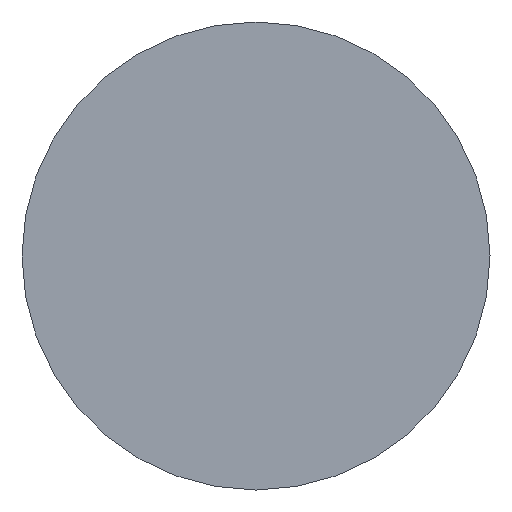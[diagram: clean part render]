
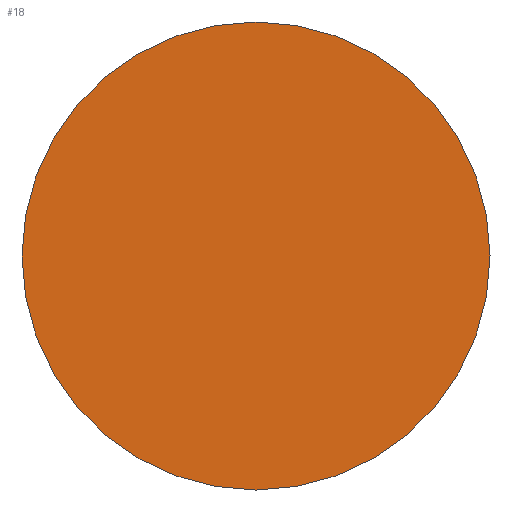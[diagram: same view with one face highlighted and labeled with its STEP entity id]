
A CAD part, front view. The second image highlights one B-rep face of the part: STEP entity #18.
In plain terms, the highlighted planar face has unit normal (0, -1, 0).
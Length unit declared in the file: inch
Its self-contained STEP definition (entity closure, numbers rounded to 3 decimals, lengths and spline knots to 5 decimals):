
#4 = AXIS2_PLACEMENT_3D ( 'NONE', #301, #199, #8 ) ;
#8 = DIRECTION ( 'NONE',  ( 0., 0., -1. ) ) ;
#9 = AXIS2_PLACEMENT_3D ( 'NONE', #205, #273, #229 ) ;
#18 = ADVANCED_FACE ( 'NONE', ( #285 ), #55, .T. ) ;
#38 = ORIENTED_EDGE ( 'NONE', *, *, #142, .T. ) ;
#52 = EDGE_CURVE ( 'NONE', #88, #185, #299, .T. ) ;
#55 = PLANE ( 'NONE',  #57 ) ;
#57 = AXIS2_PLACEMENT_3D ( 'NONE', #189, #236, #126 ) ;
#88 = VERTEX_POINT ( 'NONE', #148 ) ;
#99 = EDGE_LOOP ( 'NONE', ( #144, #38 ) ) ;
#126 = DIRECTION ( 'NONE',  ( 0., 0., -1. ) ) ;
#142 = EDGE_CURVE ( 'NONE', #185, #88, #244, .T. ) ;
#144 = ORIENTED_EDGE ( 'NONE', *, *, #52, .T. ) ;
#148 = CARTESIAN_POINT ( 'NONE',  ( 0., 0., -0.25 ) ) ;
#185 = VERTEX_POINT ( 'NONE', #294 ) ;
#189 = CARTESIAN_POINT ( 'NONE',  ( 0., 0., 0. ) ) ;
#199 = DIRECTION ( 'NONE',  ( 0., -1., 0. ) ) ;
#205 = CARTESIAN_POINT ( 'NONE',  ( 0., 0., 0. ) ) ;
#229 = DIRECTION ( 'NONE',  ( 0., 0., -1. ) ) ;
#236 = DIRECTION ( 'NONE',  ( 0., -1., 0. ) ) ;
#244 = CIRCLE ( 'NONE', #9, 0.25 ) ;
#273 = DIRECTION ( 'NONE',  ( 0., -1., 0. ) ) ;
#285 = FACE_OUTER_BOUND ( 'NONE', #99, .T. ) ;
#294 = CARTESIAN_POINT ( 'NONE',  ( 0., 0., 0.25 ) ) ;
#299 = CIRCLE ( 'NONE', #4, 0.25 ) ;
#301 = CARTESIAN_POINT ( 'NONE',  ( 0., 0., 0. ) ) ;
